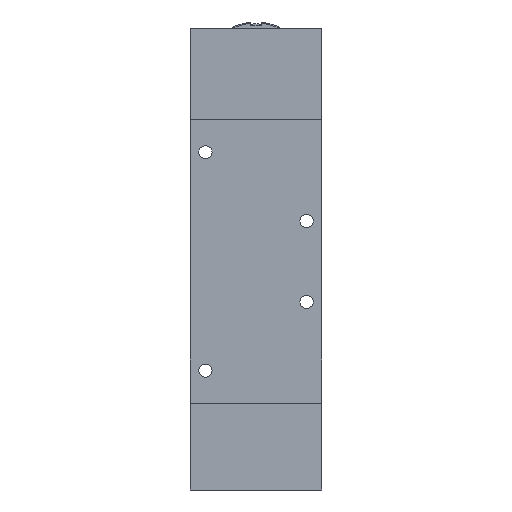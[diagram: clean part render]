
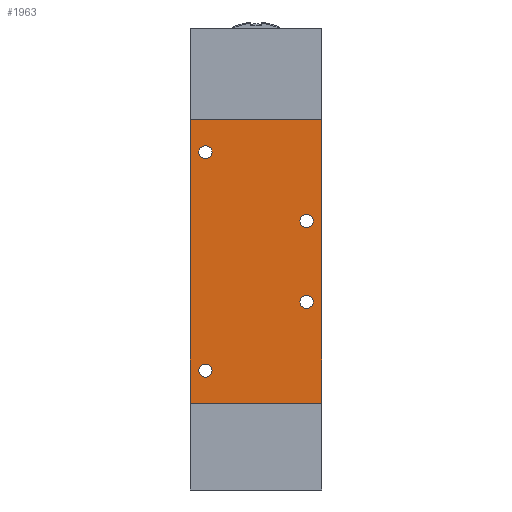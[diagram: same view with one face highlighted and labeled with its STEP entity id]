
A CAD part, front view. The second image highlights one B-rep face of the part: STEP entity #1963.
In plain terms, the highlighted planar face has unit normal (0, -1, 0).
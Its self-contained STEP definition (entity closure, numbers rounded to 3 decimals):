
#1240=CARTESIAN_POINT('',(-21.75,-22.5,54.0));
#1241=VERTEX_POINT('',#1240);
#1242=CARTESIAN_POINT('',(-25.0,-22.5,54.0));
#1243=DIRECTION('',(0.0,1.0,0.0));
#1244=DIRECTION('',(-1.0,0.0,0.0));
#1245=AXIS2_PLACEMENT_3D('',#1242,#1243,#1244);
#1246=CIRCLE('',#1245,3.25);
#1247=EDGE_CURVE('',#1241,#1241,#1246,.T.);
#1268=CARTESIAN_POINT('',(-21.75,-22.5,-54.0));
#1269=VERTEX_POINT('',#1268);
#1270=CARTESIAN_POINT('',(-25.0,-22.5,-54.0));
#1271=DIRECTION('',(0.0,1.0,0.0));
#1272=DIRECTION('',(-1.0,0.0,0.0));
#1273=AXIS2_PLACEMENT_3D('',#1270,#1271,#1272);
#1274=CIRCLE('',#1273,3.25);
#1275=EDGE_CURVE('',#1269,#1269,#1274,.T.);
#1296=CARTESIAN_POINT('',(28.25,-22.5,-20.0));
#1297=VERTEX_POINT('',#1296);
#1298=CARTESIAN_POINT('',(25.0,-22.5,-20.0));
#1299=DIRECTION('',(0.0,1.0,0.0));
#1300=DIRECTION('',(-1.0,0.0,0.0));
#1301=AXIS2_PLACEMENT_3D('',#1298,#1299,#1300);
#1302=CIRCLE('',#1301,3.25);
#1303=EDGE_CURVE('',#1297,#1297,#1302,.T.);
#1324=CARTESIAN_POINT('',(28.25,-22.5,20.0));
#1325=VERTEX_POINT('',#1324);
#1326=CARTESIAN_POINT('',(25.0,-22.5,20.0));
#1327=DIRECTION('',(0.0,1.0,0.0));
#1328=DIRECTION('',(-1.0,0.0,0.0));
#1329=AXIS2_PLACEMENT_3D('',#1326,#1327,#1328);
#1330=CIRCLE('',#1329,3.25);
#1331=EDGE_CURVE('',#1325,#1325,#1330,.T.);
#1849=CARTESIAN_POINT('',(-32.5,-22.5,-70.0));
#1850=VERTEX_POINT('',#1849);
#1865=CARTESIAN_POINT('',(32.5,-22.5,-70.0));
#1866=VERTEX_POINT('',#1865);
#1873=CARTESIAN_POINT('',(-32.5,-22.5,-70.0));
#1874=DIRECTION('',(1.0,0.0,0.0));
#1875=VECTOR('',#1874,65.0);
#1876=LINE('',#1873,#1875);
#1877=EDGE_CURVE('',#1850,#1866,#1876,.T.);
#1895=CARTESIAN_POINT('',(32.5,-22.5,70.0));
#1896=VERTEX_POINT('',#1895);
#1903=CARTESIAN_POINT('',(32.5,-22.5,70.0));
#1904=DIRECTION('',(0.0,0.0,-1.0));
#1905=VECTOR('',#1904,140.0);
#1906=LINE('',#1903,#1905);
#1907=EDGE_CURVE('',#1896,#1866,#1906,.T.);
#1928=CARTESIAN_POINT('',(32.5,-22.5,0.0));
#1929=DIRECTION('',(0.0,-1.0,0.0));
#1930=DIRECTION('',(0.0,0.0,-1.0));
#1931=AXIS2_PLACEMENT_3D('',#1928,#1929,#1930);
#1932=PLANE('',#1931);
#1933=CARTESIAN_POINT('',(-32.5,-22.5,70.0));
#1934=VERTEX_POINT('',#1933);
#1935=CARTESIAN_POINT('',(32.5,-22.5,70.0));
#1936=DIRECTION('',(-1.0,0.0,0.0));
#1937=VECTOR('',#1936,65.0);
#1938=LINE('',#1935,#1937);
#1939=EDGE_CURVE('',#1896,#1934,#1938,.T.);
#1940=ORIENTED_EDGE('',*,*,#1939,.T.);
#1941=CARTESIAN_POINT('',(-32.5,-22.5,70.0));
#1942=DIRECTION('',(0.0,0.0,-1.0));
#1943=VECTOR('',#1942,140.0);
#1944=LINE('',#1941,#1943);
#1945=EDGE_CURVE('',#1934,#1850,#1944,.T.);
#1946=ORIENTED_EDGE('',*,*,#1945,.T.);
#1947=ORIENTED_EDGE('',*,*,#1877,.T.);
#1948=ORIENTED_EDGE('',*,*,#1907,.F.);
#1949=EDGE_LOOP('',(#1940,#1946,#1947,#1948));
#1950=FACE_OUTER_BOUND('',#1949,.T.);
#1951=ORIENTED_EDGE('',*,*,#1247,.T.);
#1952=EDGE_LOOP('',(#1951));
#1953=FACE_BOUND('',#1952,.T.);
#1954=ORIENTED_EDGE('',*,*,#1275,.T.);
#1955=EDGE_LOOP('',(#1954));
#1956=FACE_BOUND('',#1955,.T.);
#1957=ORIENTED_EDGE('',*,*,#1303,.T.);
#1958=EDGE_LOOP('',(#1957));
#1959=FACE_BOUND('',#1958,.T.);
#1960=ORIENTED_EDGE('',*,*,#1331,.T.);
#1961=EDGE_LOOP('',(#1960));
#1962=FACE_BOUND('',#1961,.T.);
#1963=ADVANCED_FACE('',(#1950,#1953,#1956,#1959,#1962),#1932,.T.);
